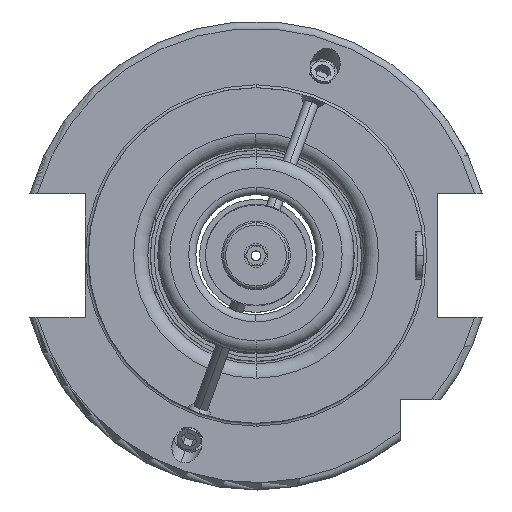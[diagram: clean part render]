
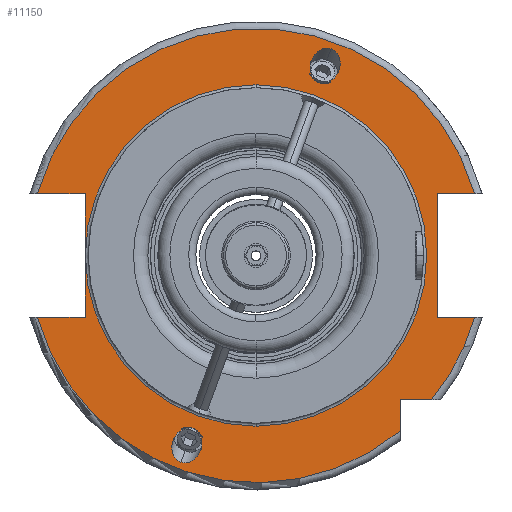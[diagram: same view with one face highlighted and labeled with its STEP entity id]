
A CAD part, top view. The second image highlights one B-rep face of the part: STEP entity #11150.
In plain terms, the highlighted planar face has unit normal (0, 0, 1).
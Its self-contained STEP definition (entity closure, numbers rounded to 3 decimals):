
#3271=CARTESIAN_POINT('',(0,0,15.9));
#3272=DIRECTION('',(0,0,1));
#3273=DIRECTION('',(0.962,0.272,0));
#3274=AXIS2_PLACEMENT_3D('',#3271,#3272,#3273);
#3322=CARTESIAN_POINT('',(0,0,15.9));
#3323=DIRECTION('',(0,0,1));
#3324=DIRECTION('',(-0.962,-0.272,0));
#3325=AXIS2_PLACEMENT_3D('',#3322,#3323,#3324);
#3341=DIRECTION('',(1,0,0));
#3342=VECTOR('',#3341,9.969);
#3343=CARTESIAN_POINT('',(-45.469,-12.85,15.9));
#3344=LINE('',#3343,#3342);
#3345=DIRECTION('',(0.,1,0));
#3346=VECTOR('',#3345,12.85);
#3347=CARTESIAN_POINT('',(-35.5,-12.85,15.9));
#3348=LINE('',#3347,#3346);
#3349=DIRECTION('',(0.,1,0));
#3350=VECTOR('',#3349,12.85);
#3351=CARTESIAN_POINT('',(-35.5,0,15.9));
#3352=LINE('',#3351,#3350);
#3353=DIRECTION('',(1,0,0));
#3354=VECTOR('',#3353,9.969);
#3355=CARTESIAN_POINT('',(-45.469,12.85,15.9));
#3356=LINE('',#3355,#3354);
#3357=DIRECTION('',(-1,0,0));
#3358=VECTOR('',#3357,7.769);
#3359=CARTESIAN_POINT('',(45.469,12.85,15.9));
#3360=LINE('',#3359,#3358);
#3361=DIRECTION('',(0,-1,0));
#3362=VECTOR('',#3361,25.7);
#3363=CARTESIAN_POINT('',(37.7,12.85,15.9));
#3364=LINE('',#3363,#3362);
#3365=DIRECTION('',(-1,0,0));
#3366=VECTOR('',#3365,7.769);
#3367=CARTESIAN_POINT('',(45.469,-12.85,15.9));
#3368=LINE('',#3367,#3366);
#3369=CARTESIAN_POINT('',(0,0,15.9));
#3370=DIRECTION('',(0,0,1));
#3371=DIRECTION('',(0.773,-0.635,0));
#3372=AXIS2_PLACEMENT_3D('',#3369,#3370,#3371);
#3374=DIRECTION('',(-1,0,0));
#3375=VECTOR('',#3374,6.504);
#3376=CARTESIAN_POINT('',(36.504,-30,15.9));
#3377=LINE('',#3376,#3375);
#3378=DIRECTION('',(0,1,0));
#3379=VECTOR('',#3378,6.504);
#3380=CARTESIAN_POINT('',(30,-36.504,15.9));
#3381=LINE('',#3380,#3379);
#3382=CARTESIAN_POINT('',(15.638,42.966,15.9));
#3383=CARTESIAN_POINT('',(15.301,43.089,15.9));
#3384=CARTESIAN_POINT('',(14.517,43.205,15.9));
#3385=CARTESIAN_POINT('',(13.205,42.774,15.9));
#3386=CARTESIAN_POINT('',(12.281,41.938,15.9));
#3387=CARTESIAN_POINT('',(11.759,41.131,15.9));
#3388=CARTESIAN_POINT('',(11.484,40.516,15.9));
#3389=CARTESIAN_POINT('',(11.299,39.867,15.9));
#3390=CARTESIAN_POINT('',(11.18,38.913,15.9));
#3391=CARTESIAN_POINT('',(11.35,37.679,15.9));
#3392=CARTESIAN_POINT('',(12.078,36.506,15.9));
#3393=CARTESIAN_POINT('',(12.754,36.091,15.9));
#3394=CARTESIAN_POINT('',(13.091,35.968,15.9));
#3396=CARTESIAN_POINT('',(13.091,35.968,15.9));
#3397=CARTESIAN_POINT('',(13.429,35.845,15.9));
#3398=CARTESIAN_POINT('',(14.213,35.729,15.9));
#3399=CARTESIAN_POINT('',(15.525,36.16,15.9));
#3400=CARTESIAN_POINT('',(16.448,36.996,15.9));
#3401=CARTESIAN_POINT('',(16.971,37.803,15.9));
#3402=CARTESIAN_POINT('',(17.246,38.418,15.9));
#3403=CARTESIAN_POINT('',(17.431,39.067,15.9));
#3404=CARTESIAN_POINT('',(17.549,40.021,15.9));
#3405=CARTESIAN_POINT('',(17.379,41.255,15.9));
#3406=CARTESIAN_POINT('',(16.651,42.428,15.9));
#3407=CARTESIAN_POINT('',(15.976,42.843,15.9));
#3408=CARTESIAN_POINT('',(15.638,42.966,15.9));
#3410=CARTESIAN_POINT('',(-15.638,-42.966,15.9));
#3411=CARTESIAN_POINT('',(-15.976,-42.843,15.9));
#3412=CARTESIAN_POINT('',(-16.651,-42.428,15.9));
#3413=CARTESIAN_POINT('',(-17.379,-41.255,15.9));
#3414=CARTESIAN_POINT('',(-17.549,-40.021,15.9));
#3415=CARTESIAN_POINT('',(-17.431,-39.067,15.9));
#3416=CARTESIAN_POINT('',(-17.246,-38.418,15.9));
#3417=CARTESIAN_POINT('',(-16.971,-37.803,15.9));
#3418=CARTESIAN_POINT('',(-16.448,-36.996,15.9));
#3419=CARTESIAN_POINT('',(-15.525,-36.16,15.9));
#3420=CARTESIAN_POINT('',(-14.213,-35.729,15.9));
#3421=CARTESIAN_POINT('',(-13.429,-35.845,15.9));
#3422=CARTESIAN_POINT('',(-13.091,-35.968,15.9));
#3424=CARTESIAN_POINT('',(-13.091,-35.968,15.9));
#3425=CARTESIAN_POINT('',(-12.754,-36.091,15.9));
#3426=CARTESIAN_POINT('',(-12.078,-36.506,15.9));
#3427=CARTESIAN_POINT('',(-11.35,-37.679,15.9));
#3428=CARTESIAN_POINT('',(-11.18,-38.913,15.9));
#3429=CARTESIAN_POINT('',(-11.299,-39.867,15.9));
#3430=CARTESIAN_POINT('',(-11.484,-40.516,15.9));
#3431=CARTESIAN_POINT('',(-11.759,-41.131,15.9));
#3432=CARTESIAN_POINT('',(-12.281,-41.938,15.9));
#3433=CARTESIAN_POINT('',(-13.205,-42.774,15.9));
#3434=CARTESIAN_POINT('',(-14.517,-43.205,15.9));
#3435=CARTESIAN_POINT('',(-15.301,-43.089,15.9));
#3436=CARTESIAN_POINT('',(-15.638,-42.966,15.9));
#3438=CARTESIAN_POINT('',(0,0,15.9));
#3439=DIRECTION('',(0,0,1));
#3440=DIRECTION('',(0,1,0));
#3441=AXIS2_PLACEMENT_3D('',#3438,#3439,#3440);
#3453=CARTESIAN_POINT('',(0,0,15.9));
#3454=DIRECTION('',(0,0,1));
#3455=DIRECTION('',(-1,0,0));
#3456=AXIS2_PLACEMENT_3D('',#3453,#3454,#3455);
#3458=CARTESIAN_POINT('',(0,0,15.9));
#3459=DIRECTION('',(0,0,-1));
#3460=DIRECTION('',(0,1,0));
#3461=AXIS2_PLACEMENT_3D('',#3458,#3459,#3460);
#5361=CARTESIAN_POINT('',(0,35.5,15.9));
#5363=VERTEX_POINT('',#5361);
#5383=CARTESIAN_POINT('',(0,-35.5,15.9));
#5385=VERTEX_POINT('',#5383);
#5531=CARTESIAN_POINT('',(-45.469,-12.85,15.9));
#5532=CARTESIAN_POINT('',(-35.5,-12.85,15.9));
#5533=VERTEX_POINT('',#5531);
#5534=VERTEX_POINT('',#5532);
#5535=CARTESIAN_POINT('',(-35.5,0,15.9));
#5536=VERTEX_POINT('',#5535);
#5537=CARTESIAN_POINT('',(-35.5,12.85,15.9));
#5538=VERTEX_POINT('',#5537);
#5539=CARTESIAN_POINT('',(-45.469,12.85,15.9));
#5540=VERTEX_POINT('',#5539);
#5541=CARTESIAN_POINT('',(37.7,12.85,15.9));
#5542=CARTESIAN_POINT('',(37.7,-12.85,15.9));
#5543=VERTEX_POINT('',#5541);
#5544=VERTEX_POINT('',#5542);
#5545=CARTESIAN_POINT('',(45.469,-12.85,15.9));
#5546=VERTEX_POINT('',#5545);
#5547=CARTESIAN_POINT('',(45.469,12.85,15.9));
#5548=VERTEX_POINT('',#5547);
#5549=CARTESIAN_POINT('',(30,-36.504,15.9));
#5550=CARTESIAN_POINT('',(30,-30,15.9));
#5551=VERTEX_POINT('',#5549);
#5552=VERTEX_POINT('',#5550);
#5553=CARTESIAN_POINT('',(36.504,-30,15.9));
#5554=VERTEX_POINT('',#5553);
#5599=VERTEX_POINT('',#3382);
#5600=VERTEX_POINT('',#3394);
#5640=CARTESIAN_POINT('',(-15.638,-42.966,15.9));
#5642=VERTEX_POINT('',#5640);
#5643=CARTESIAN_POINT('',(-13.091,-35.968,15.9));
#5644=VERTEX_POINT('',#5643);
#11111=CARTESIAN_POINT('',(0,0,15.9));
#11112=DIRECTION('',(0,0,-1));
#11113=DIRECTION('',(0,-1,0));
#11114=AXIS2_PLACEMENT_3D('',#11111,#11112,#11113);
#11115=PLANE('',#11114);
#11116=ORIENTED_EDGE('',*,*,#10490,.T.);
#11117=ORIENTED_EDGE('',*,*,#10527,.T.);
#11119=ORIENTED_EDGE('',*,*,#11118,.T.);
#11121=ORIENTED_EDGE('',*,*,#11120,.F.);
#11123=ORIENTED_EDGE('',*,*,#11122,.T.);
#11124=ORIENTED_EDGE('',*,*,#10525,.T.);
#11125=ORIENTED_EDGE('',*,*,#10561,.F.);
#11126=ORIENTED_EDGE('',*,*,#11089,.F.);
#11128=ORIENTED_EDGE('',*,*,#11127,.T.);
#11130=ORIENTED_EDGE('',*,*,#11129,.T.);
#11131=ORIENTED_EDGE('',*,*,#10637,.F.);
#11132=ORIENTED_EDGE('',*,*,#11079,.F.);
#11133=ORIENTED_EDGE('',*,*,#10694,.T.);
#11134=ORIENTED_EDGE('',*,*,#10745,.F.);
#11135=ORIENTED_EDGE('',*,*,#11105,.F.);
#11136=EDGE_LOOP('',(#11116,#11117,#11119,#11121,#11123,#11124,#11125,#11126,
#11128,#11130,#11131,#11132,#11133,#11134,#11135));
#11137=FACE_OUTER_BOUND('',#11136,.F.);
#11139=ORIENTED_EDGE('',*,*,#11138,.T.);
#11141=ORIENTED_EDGE('',*,*,#11140,.T.);
#11142=EDGE_LOOP('',(#11139,#11141));
#11143=FACE_BOUND('',#11142,.F.);
#11145=ORIENTED_EDGE('',*,*,#11144,.F.);
#11147=ORIENTED_EDGE('',*,*,#11146,.F.);
#11148=EDGE_LOOP('',(#11145,#11147));
#11149=FACE_BOUND('',#11148,.F.);
#11150=ADVANCED_FACE('',(#11137,#11143,#11149),#11115,.F.);
#3275=CIRCLE('',#3274,47.25);
#3326=CIRCLE('',#3325,47.25);
#3373=CIRCLE('',#3372,47.25);
#3395=B_SPLINE_CURVE_WITH_KNOTS('',3,(#3382,#3383,#3384,#3385,#3386,#3387,#3388,
#3389,#3390,#3391,#3392,#3393,#3394),.UNSPECIFIED.,.F.,.F.,(4,1,1,1,1,1,1,1,1,1,
4),(0,0.125,0.25,0.375,0.438,0.5,0.563,0.625,0.75,0.875,
1.0),.UNSPECIFIED.);
#3409=B_SPLINE_CURVE_WITH_KNOTS('',3,(#3396,#3397,#3398,#3399,#3400,#3401,#3402,
#3403,#3404,#3405,#3406,#3407,#3408),.UNSPECIFIED.,.F.,.F.,(4,1,1,1,1,1,1,1,1,1,
4),(0,0.125,0.25,0.375,0.438,0.5,0.563,0.625,0.75,0.875,
1.0),.UNSPECIFIED.);
#3423=B_SPLINE_CURVE_WITH_KNOTS('',3,(#3410,#3411,#3412,#3413,#3414,#3415,#3416,
#3417,#3418,#3419,#3420,#3421,#3422),.UNSPECIFIED.,.F.,.F.,(4,1,1,1,1,1,1,1,1,1,
4),(0,0.125,0.25,0.375,0.438,0.5,0.563,0.625,0.75,0.875,
1.0),.UNSPECIFIED.);
#3437=B_SPLINE_CURVE_WITH_KNOTS('',3,(#3424,#3425,#3426,#3427,#3428,#3429,#3430,
#3431,#3432,#3433,#3434,#3435,#3436),.UNSPECIFIED.,.F.,.F.,(4,1,1,1,1,1,1,1,1,1,
4),(0,0.125,0.25,0.375,0.438,0.5,0.563,0.625,0.75,0.875,
1.0),.UNSPECIFIED.);
#3442=CIRCLE('',#3441,35.5);
#3457=CIRCLE('',#3456,35.5);
#3462=CIRCLE('',#3461,35.5);
#10490=EDGE_CURVE('',#5533,#5534,#3344,.T.);
#10525=EDGE_CURVE('',#5536,#5538,#3352,.T.);
#10527=EDGE_CURVE('',#5534,#5536,#3348,.T.);
#10561=EDGE_CURVE('',#5540,#5538,#3356,.T.);
#10637=EDGE_CURVE('',#5546,#5544,#3368,.T.);
#10694=EDGE_CURVE('',#5554,#5552,#3377,.T.);
#10745=EDGE_CURVE('',#5551,#5552,#3381,.T.);
#11079=EDGE_CURVE('',#5554,#5546,#3373,.T.);
#11089=EDGE_CURVE('',#5548,#5540,#3275,.T.);
#11105=EDGE_CURVE('',#5533,#5551,#3326,.T.);
#11118=EDGE_CURVE('',#5536,#5385,#3457,.T.);
#11120=EDGE_CURVE('',#5363,#5385,#3462,.T.);
#11122=EDGE_CURVE('',#5363,#5536,#3442,.T.);
#11127=EDGE_CURVE('',#5548,#5543,#3360,.T.);
#11129=EDGE_CURVE('',#5543,#5544,#3364,.T.);
#11138=EDGE_CURVE('',#5599,#5600,#3395,.T.);
#11140=EDGE_CURVE('',#5600,#5599,#3409,.T.);
#11144=EDGE_CURVE('',#5642,#5644,#3423,.T.);
#11146=EDGE_CURVE('',#5644,#5642,#3437,.T.);
